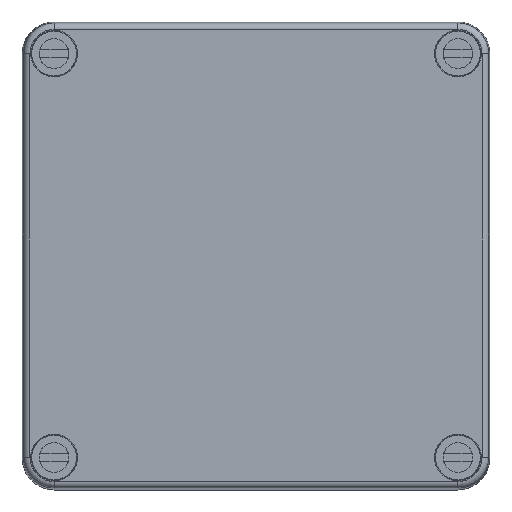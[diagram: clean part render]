
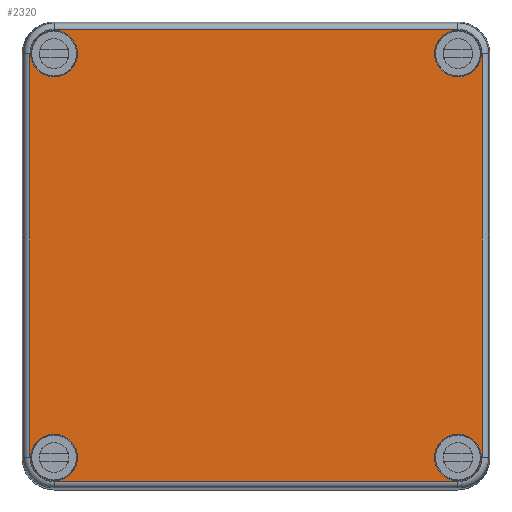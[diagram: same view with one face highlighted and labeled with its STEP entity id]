
A CAD part, top view. The second image highlights one B-rep face of the part: STEP entity #2320.
In plain terms, the highlighted planar face has unit normal (0, 0, 1).
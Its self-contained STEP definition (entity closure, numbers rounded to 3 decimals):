
#16 = EDGE_CURVE ( 'NONE', #3283, #116, #12791, .T. ) ;
#116 = VERTEX_POINT ( 'NONE', #3370 ) ;
#136 = VERTEX_POINT ( 'NONE', #3500 ) ;
#268 = DIRECTION ( 'NONE',  ( -1., 0., 0. ) ) ;
#325 = DIRECTION ( 'NONE',  ( 0., 0., 1. ) ) ;
#395 = DIRECTION ( 'NONE',  ( 0., 0., -1. ) ) ;
#419 = DIRECTION ( 'NONE',  ( 0., 0., -1. ) ) ;
#495 = EDGE_CURVE ( 'NONE', #7070, #3283, #9971, .T. ) ;
#589 = CARTESIAN_POINT ( 'NONE',  ( -47.5, 47.5, 39. ) ) ;
#610 = FACE_BOUND ( 'NONE', #3846, .T. ) ;
#1074 = FACE_BOUND ( 'NONE', #6378, .T. ) ;
#1149 = CARTESIAN_POINT ( 'NONE',  ( -47.5, -47.5, 39. ) ) ;
#1317 = ORIENTED_EDGE ( 'NONE', *, *, #14218, .T. ) ;
#1359 = CIRCLE ( 'NONE', #14161, 5.5 ) ;
#1401 = EDGE_CURVE ( 'NONE', #6659, #6172, #15937, .T. ) ;
#1450 = EDGE_CURVE ( 'NONE', #9621, #7268, #7129, .T. ) ;
#1484 = AXIS2_PLACEMENT_3D ( 'NONE', #10948, #2039, #12429 ) ;
#1486 = VERTEX_POINT ( 'NONE', #6405 ) ;
#1590 = ORIENTED_EDGE ( 'NONE', *, *, #11120, .T. ) ;
#1652 = CARTESIAN_POINT ( 'NONE',  ( -53.173, 47.5, 39. ) ) ;
#1917 = EDGE_CURVE ( 'NONE', #7268, #1486, #15446, .T. ) ;
#1956 = EDGE_CURVE ( 'NONE', #9621, #7070, #6645, .T. ) ;
#2039 = DIRECTION ( 'NONE',  ( 0., 0., 1. ) ) ;
#2058 = DIRECTION ( 'NONE',  ( -1., 0., 0. ) ) ;
#2098 = CARTESIAN_POINT ( 'NONE',  ( -47.5, 47.5, 39. ) ) ;
#2137 = CARTESIAN_POINT ( 'NONE',  ( 47.5, -53.173, 39. ) ) ;
#2267 = CARTESIAN_POINT ( 'NONE',  ( 47.5, 47.5, 39. ) ) ;
#2320 = ADVANCED_FACE ( 'NONE', ( #1074, #610, #8481, #4518, #15894 ), #11796, .F. ) ;
#2600 = DIRECTION ( 'NONE',  ( -1., 0., 0. ) ) ;
#2672 = VECTOR ( 'NONE', #3489, 1000. ) ;
#2719 = ORIENTED_EDGE ( 'NONE', *, *, #7546, .F. ) ;
#2847 = ORIENTED_EDGE ( 'NONE', *, *, #4062, .F. ) ;
#3283 = VERTEX_POINT ( 'NONE', #13887 ) ;
#3370 = CARTESIAN_POINT ( 'NONE',  ( -53.173, -47.5, 39. ) ) ;
#3427 = CARTESIAN_POINT ( 'NONE',  ( 53.173, 47.5, 39. ) ) ;
#3489 = DIRECTION ( 'NONE',  ( -1., 0., 0. ) ) ;
#3500 = CARTESIAN_POINT ( 'NONE',  ( -42., -47.5, 39. ) ) ;
#3576 = DIRECTION ( 'NONE',  ( -1., 0., 0. ) ) ;
#3746 = DIRECTION ( 'NONE',  ( -1., 0., 0. ) ) ;
#3759 = CIRCLE ( 'NONE', #8000, 5.673 ) ;
#3846 = EDGE_LOOP ( 'NONE', ( #1590, #10510 ) ) ;
#3892 = CIRCLE ( 'NONE', #12539, 5.5 ) ;
#3949 = CARTESIAN_POINT ( 'NONE',  ( 47.5, -47.5, 39. ) ) ;
#4062 = EDGE_CURVE ( 'NONE', #6124, #116, #3759, .T. ) ;
#4329 = ORIENTED_EDGE ( 'NONE', *, *, #14413, .T. ) ;
#4518 = FACE_BOUND ( 'NONE', #18098, .T. ) ;
#4639 = ORIENTED_EDGE ( 'NONE', *, *, #1450, .F. ) ;
#4733 = EDGE_LOOP ( 'NONE', ( #8834, #6138 ) ) ;
#4765 = ORIENTED_EDGE ( 'NONE', *, *, #495, .T. ) ;
#4928 = DIRECTION ( 'NONE',  ( 0., -1., 0. ) ) ;
#5020 = DIRECTION ( 'NONE',  ( -1., 0., 0. ) ) ;
#5274 = LINE ( 'NONE', #6517, #14782 ) ;
#5319 = CARTESIAN_POINT ( 'NONE',  ( 42., 47.5, 39. ) ) ;
#5392 = EDGE_CURVE ( 'NONE', #7306, #136, #8146, .T. ) ;
#5397 = CARTESIAN_POINT ( 'NONE',  ( -42., 47.5, 39. ) ) ;
#5658 = CARTESIAN_POINT ( 'NONE',  ( -47.5, -53.173, 39. ) ) ;
#5717 = DIRECTION ( 'NONE',  ( -1., 0., 0. ) ) ;
#5872 = DIRECTION ( 'NONE',  ( -1., 0., 0. ) ) ;
#5875 = ORIENTED_EDGE ( 'NONE', *, *, #17676, .T. ) ;
#6082 = CARTESIAN_POINT ( 'NONE',  ( -47.5, -47.5, 39. ) ) ;
#6124 = VERTEX_POINT ( 'NONE', #5658 ) ;
#6138 = ORIENTED_EDGE ( 'NONE', *, *, #5392, .T. ) ;
#6172 = VERTEX_POINT ( 'NONE', #8714 ) ;
#6378 = EDGE_LOOP ( 'NONE', ( #4329, #1317 ) ) ;
#6405 = CARTESIAN_POINT ( 'NONE',  ( 53.173, -47.5, 39. ) ) ;
#6473 = AXIS2_PLACEMENT_3D ( 'NONE', #3949, #14610, #5717 ) ;
#6499 = CIRCLE ( 'NONE', #1484, 5.673 ) ;
#6517 = CARTESIAN_POINT ( 'NONE',  ( 47.5, -53.173, 39. ) ) ;
#6645 = LINE ( 'NONE', #13905, #2672 ) ;
#6659 = VERTEX_POINT ( 'NONE', #5319 ) ;
#7070 = VERTEX_POINT ( 'NONE', #10905 ) ;
#7087 = EDGE_CURVE ( 'NONE', #13763, #12844, #3892, .T. ) ;
#7129 = CIRCLE ( 'NONE', #16326, 5.673 ) ;
#7147 = CIRCLE ( 'NONE', #16747, 5.5 ) ;
#7268 = VERTEX_POINT ( 'NONE', #19036 ) ;
#7306 = VERTEX_POINT ( 'NONE', #13231 ) ;
#7382 = AXIS2_PLACEMENT_3D ( 'NONE', #17998, #9129, #268 ) ;
#7546 = EDGE_CURVE ( 'NONE', #16577, #6124, #5274, .T. ) ;
#7583 = DIRECTION ( 'NONE',  ( -1., 0., 0. ) ) ;
#7658 = AXIS2_PLACEMENT_3D ( 'NONE', #2267, #12670, #3746 ) ;
#7893 = AXIS2_PLACEMENT_3D ( 'NONE', #16189, #14775, #5872 ) ;
#7960 = CARTESIAN_POINT ( 'NONE',  ( 53., -47.5, 39. ) ) ;
#8000 = AXIS2_PLACEMENT_3D ( 'NONE', #1149, #11523, #2600 ) ;
#8146 = CIRCLE ( 'NONE', #16095, 5.5 ) ;
#8481 = FACE_OUTER_BOUND ( 'NONE', #12962, .T. ) ;
#8608 = DIRECTION ( 'NONE',  ( 0., 0., -1. ) ) ;
#8681 = VERTEX_POINT ( 'NONE', #7960 ) ;
#8714 = CARTESIAN_POINT ( 'NONE',  ( 53., 47.5, 39. ) ) ;
#8834 = ORIENTED_EDGE ( 'NONE', *, *, #12046, .T. ) ;
#9129 = DIRECTION ( 'NONE',  ( 0., 0., -1. ) ) ;
#9188 = CARTESIAN_POINT ( 'NONE',  ( -47.5, 47.5, 39. ) ) ;
#9259 = CARTESIAN_POINT ( 'NONE',  ( 47.5, 47.5, 39. ) ) ;
#9286 = CARTESIAN_POINT ( 'NONE',  ( 47.5, -47.5, 39. ) ) ;
#9621 = VERTEX_POINT ( 'NONE', #12017 ) ;
#9831 = AXIS2_PLACEMENT_3D ( 'NONE', #9286, #419, #10795 ) ;
#9971 = CIRCLE ( 'NONE', #11612, 5.673 ) ;
#10219 = CARTESIAN_POINT ( 'NONE',  ( 42., -47.5, 39. ) ) ;
#10222 = CIRCLE ( 'NONE', #7658, 5.5 ) ;
#10223 = ORIENTED_EDGE ( 'NONE', *, *, #7087, .T. ) ;
#10510 = ORIENTED_EDGE ( 'NONE', *, *, #1401, .T. ) ;
#10702 = DIRECTION ( 'NONE',  ( 1., 0., 0. ) ) ;
#10772 = DIRECTION ( 'NONE',  ( -1., 0., 0. ) ) ;
#10795 = DIRECTION ( 'NONE',  ( -1., 0., 0. ) ) ;
#10905 = CARTESIAN_POINT ( 'NONE',  ( -47.5, 53.173, 39. ) ) ;
#10948 = CARTESIAN_POINT ( 'NONE',  ( 47.5, -47.5, 39. ) ) ;
#10969 = DIRECTION ( 'NONE',  ( 0., 0., -1. ) ) ;
#11077 = VECTOR ( 'NONE', #4928, 1000. ) ;
#11120 = EDGE_CURVE ( 'NONE', #6172, #6659, #10222, .T. ) ;
#11523 = DIRECTION ( 'NONE',  ( 0., 0., -1. ) ) ;
#11612 = AXIS2_PLACEMENT_3D ( 'NONE', #9188, #325, #10702 ) ;
#11796 = PLANE ( 'NONE',  #7893 ) ;
#12017 = CARTESIAN_POINT ( 'NONE',  ( 47.5, 53.173, 39. ) ) ;
#12025 = DIRECTION ( 'NONE',  ( 0., -1., 0. ) ) ;
#12046 = EDGE_CURVE ( 'NONE', #136, #7306, #1359, .T. ) ;
#12429 = DIRECTION ( 'NONE',  ( 1., 0., 0. ) ) ;
#12432 = EDGE_CURVE ( 'NONE', #12844, #13763, #7147, .T. ) ;
#12497 = DIRECTION ( 'NONE',  ( 0., 0., -1. ) ) ;
#12539 = AXIS2_PLACEMENT_3D ( 'NONE', #589, #10969, #2058 ) ;
#12670 = DIRECTION ( 'NONE',  ( 0., 0., -1. ) ) ;
#12791 = LINE ( 'NONE', #1652, #16712 ) ;
#12844 = VERTEX_POINT ( 'NONE', #5397 ) ;
#12893 = CIRCLE ( 'NONE', #9831, 5.5 ) ;
#12962 = EDGE_LOOP ( 'NONE', ( #5875, #13328, #4639, #17769, #4765, #15910, #2847, #2719 ) ) ;
#13231 = CARTESIAN_POINT ( 'NONE',  ( -53., -47.5, 39. ) ) ;
#13328 = ORIENTED_EDGE ( 'NONE', *, *, #1917, .F. ) ;
#13763 = VERTEX_POINT ( 'NONE', #16972 ) ;
#13887 = CARTESIAN_POINT ( 'NONE',  ( -53.173, 47.5, 39. ) ) ;
#13905 = CARTESIAN_POINT ( 'NONE',  ( 47.5, 53.173, 39. ) ) ;
#14014 = VERTEX_POINT ( 'NONE', #10219 ) ;
#14161 = AXIS2_PLACEMENT_3D ( 'NONE', #17478, #8608, #18969 ) ;
#14218 = EDGE_CURVE ( 'NONE', #14014, #8681, #12893, .T. ) ;
#14270 = CIRCLE ( 'NONE', #6473, 5.5 ) ;
#14413 = EDGE_CURVE ( 'NONE', #8681, #14014, #14270, .T. ) ;
#14610 = DIRECTION ( 'NONE',  ( 0., 0., -1. ) ) ;
#14775 = DIRECTION ( 'NONE',  ( 0., 0., -1. ) ) ;
#14782 = VECTOR ( 'NONE', #5020, 1000. ) ;
#15446 = LINE ( 'NONE', #3427, #11077 ) ;
#15894 = FACE_BOUND ( 'NONE', #4733, .T. ) ;
#15910 = ORIENTED_EDGE ( 'NONE', *, *, #16, .T. ) ;
#15937 = CIRCLE ( 'NONE', #7382, 5.5 ) ;
#16095 = AXIS2_PLACEMENT_3D ( 'NONE', #6082, #16471, #7583 ) ;
#16189 = CARTESIAN_POINT ( 'NONE',  ( -53.173, 47.5, 39. ) ) ;
#16326 = AXIS2_PLACEMENT_3D ( 'NONE', #9259, #395, #10772 ) ;
#16471 = DIRECTION ( 'NONE',  ( 0., 0., -1. ) ) ;
#16577 = VERTEX_POINT ( 'NONE', #2137 ) ;
#16712 = VECTOR ( 'NONE', #12025, 1000. ) ;
#16747 = AXIS2_PLACEMENT_3D ( 'NONE', #2098, #12497, #3576 ) ;
#16972 = CARTESIAN_POINT ( 'NONE',  ( -53., 47.5, 39. ) ) ;
#17478 = CARTESIAN_POINT ( 'NONE',  ( -47.5, -47.5, 39. ) ) ;
#17481 = ORIENTED_EDGE ( 'NONE', *, *, #12432, .T. ) ;
#17676 = EDGE_CURVE ( 'NONE', #16577, #1486, #6499, .T. ) ;
#17769 = ORIENTED_EDGE ( 'NONE', *, *, #1956, .T. ) ;
#17998 = CARTESIAN_POINT ( 'NONE',  ( 47.5, 47.5, 39. ) ) ;
#18098 = EDGE_LOOP ( 'NONE', ( #17481, #10223 ) ) ;
#18969 = DIRECTION ( 'NONE',  ( -1., 0., 0. ) ) ;
#19036 = CARTESIAN_POINT ( 'NONE',  ( 53.173, 47.5, 39. ) ) ;
